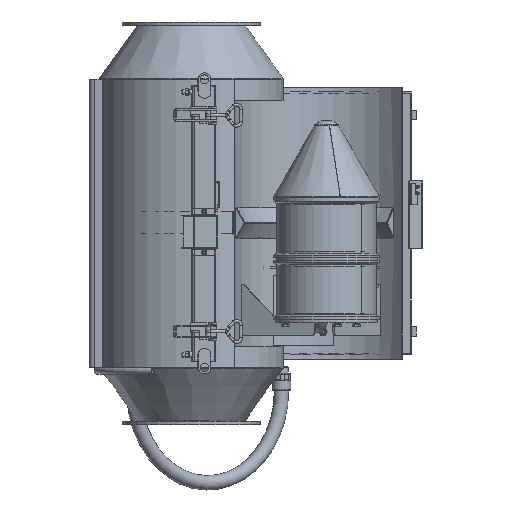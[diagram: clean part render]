
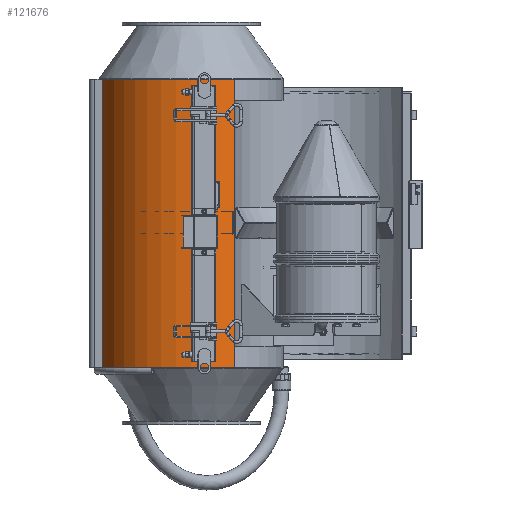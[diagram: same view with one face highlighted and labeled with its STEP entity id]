
A CAD part, left-side view. The second image highlights one B-rep face of the part: STEP entity #121676.
In plain terms, the highlighted cylindrical face has radius 217.5 mm (diameter 435 mm), a partial arc.
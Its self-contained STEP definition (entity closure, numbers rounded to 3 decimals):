
#14228=LINE($,#206663,#25255);
#14318=LINE($,#207015,#25345);
#14319=LINE($,#207017,#25346);
#14325=LINE($,#207034,#25352);
#14326=LINE($,#207036,#25353);
#14383=LINE($,#207177,#25410);
#14405=LINE($,#207240,#25432);
#14415=LINE($,#207273,#25442);
#14416=LINE($,#207274,#25443);
#14528=LINE($,#207696,#25555);
#25255=VECTOR($,#149235,680.);
#25345=VECTOR($,#149627,648.5);
#25346=VECTOR($,#149628,1.5);
#25352=VECTOR($,#149642,1.5);
#25353=VECTOR($,#149643,648.5);
#25410=VECTOR($,#149774,648.5);
#25432=VECTOR($,#149846,648.5);
#25442=VECTOR($,#149888,1.5);
#25443=VECTOR($,#149889,1.5);
#25555=VECTOR($,#150283,680.);
#32051=FACE_BOUND($,#44921,.T.);
#32052=FACE_BOUND($,#44922,.T.);
#37507=FACE_OUTER_BOUND($,#44920,.T.);
#44920=EDGE_LOOP($,(#103493,#103494,#103495,#103496));
#44921=EDGE_LOOP($,(#103497,#103498,#103499,#103500));
#44922=EDGE_LOOP($,(#103501,#103502,#103503,#103504));
#47272=CIRCLE($,#127608,217.5);
#47276=CIRCLE($,#127614,217.5);
#57552=VERTEX_POINT($,#206646);
#57553=VERTEX_POINT($,#206647);
#57559=VERTEX_POINT($,#206660);
#57560=VERTEX_POINT($,#206662);
#57670=VERTEX_POINT($,#207012);
#57671=VERTEX_POINT($,#207014);
#57672=VERTEX_POINT($,#207016);
#57678=VERTEX_POINT($,#207031);
#57679=VERTEX_POINT($,#207033);
#57680=VERTEX_POINT($,#207035);
#72872=EDGE_CURVE($,#57560,#57559,#14228,.T.);
#72876=EDGE_CURVE($,#57552,#57560,#47272,.T.);
#72886=EDGE_CURVE($,#57553,#57559,#47276,.T.);
#73040=EDGE_CURVE($,#57670,#57671,#14318,.T.);
#73041=EDGE_CURVE($,#57671,#57672,#14319,.T.);
#73049=EDGE_CURVE($,#57678,#57679,#14325,.T.);
#73050=EDGE_CURVE($,#57679,#57680,#14326,.T.);
#73126=EDGE_CURVE($,#57679,#57680,#14383,.T.);
#73159=EDGE_CURVE($,#57670,#57671,#14405,.T.);
#73175=EDGE_CURVE($,#57671,#57672,#14415,.T.);
#73176=EDGE_CURVE($,#57678,#57679,#14416,.T.);
#73362=EDGE_CURVE($,#57552,#57553,#14528,.T.);
#103493=ORIENTED_EDGE($,*,*,#73362,.F.);
#103494=ORIENTED_EDGE($,*,*,#72876,.T.);
#103495=ORIENTED_EDGE($,*,*,#72872,.T.);
#103496=ORIENTED_EDGE($,*,*,#72886,.F.);
#103497=ORIENTED_EDGE($,*,*,#73176,.T.);
#103498=ORIENTED_EDGE($,*,*,#73126,.T.);
#103499=ORIENTED_EDGE($,*,*,#73050,.F.);
#103500=ORIENTED_EDGE($,*,*,#73049,.F.);
#103501=ORIENTED_EDGE($,*,*,#73159,.T.);
#103502=ORIENTED_EDGE($,*,*,#73175,.T.);
#103503=ORIENTED_EDGE($,*,*,#73041,.F.);
#103504=ORIENTED_EDGE($,*,*,#73040,.F.);
#109600=CYLINDRICAL_SURFACE($,#127979,217.5);
#121676=ADVANCED_FACE($,(#37507,#32051,#32052),#109600,.T.);
#127608=AXIS2_PLACEMENT_3D($,#206669,#149242,#149243);
#127614=AXIS2_PLACEMENT_3D($,#206685,#149260,#149261);
#127979=AXIS2_PLACEMENT_3D($,#207695,#150281,#150282);
#149235=DIRECTION($,(0.,0.,1.));
#149242=DIRECTION('center_axis',(0.,0.,1.));
#149243=DIRECTION('ref_axis',(0.885,-0.465,0.));
#149260=DIRECTION('center_axis',(0.,0.,1.));
#149261=DIRECTION('ref_axis',(0.885,-0.465,0.));
#149627=DIRECTION($,(0.,0.,1.));
#149628=DIRECTION($,(0.,0.,1.));
#149642=DIRECTION($,(0.,0.,-1.));
#149643=DIRECTION($,(0.,0.,-1.));
#149774=DIRECTION($,(0.,0.,-1.));
#149846=DIRECTION($,(0.,0.,1.));
#149888=DIRECTION($,(0.,0.,1.));
#149889=DIRECTION($,(0.,0.,-1.));
#150281=DIRECTION('center_axis',(0.,0.,1.));
#150282=DIRECTION('ref_axis',(-0.885,-0.465,0.));
#150283=DIRECTION($,(0.,0.,1.));
#206646=CARTESIAN_POINT('',(-55.,210.431,0.));
#206647=CARTESIAN_POINT('',(-55.,210.431,680.));
#206660=CARTESIAN_POINT('',(-192.5,-101.242,680.));
#206662=CARTESIAN_POINT('',(-192.5,-101.242,0.));
#206663=CARTESIAN_POINT($,(-192.5,-101.242,0.));
#206669=CARTESIAN_POINT('Origin',(0.,0.,0.));
#206685=CARTESIAN_POINT('Origin',(0.,0.,680.));
#207012=CARTESIAN_POINT('',(-211.016,-52.713,15.));
#207014=CARTESIAN_POINT('',(-211.016,-52.713,663.5));
#207015=CARTESIAN_POINT($,(-211.016,-52.713,15.));
#207016=CARTESIAN_POINT('',(-211.016,-52.713,665.));
#207017=CARTESIAN_POINT($,(-211.016,-52.713,663.5));
#207031=CARTESIAN_POINT('',(-217.49,-2.125,665.));
#207033=CARTESIAN_POINT('',(-217.49,-2.125,663.5));
#207034=CARTESIAN_POINT($,(-217.49,-2.125,665.));
#207035=CARTESIAN_POINT('',(-217.49,-2.125,15.));
#207036=CARTESIAN_POINT($,(-217.49,-2.125,663.5));
#207177=CARTESIAN_POINT($,(-217.49,-2.125,663.5));
#207240=CARTESIAN_POINT($,(-211.016,-52.713,15.));
#207273=CARTESIAN_POINT($,(-211.016,-52.713,663.5));
#207274=CARTESIAN_POINT($,(-217.49,-2.125,665.));
#207695=CARTESIAN_POINT('Origin',(0.,0.,0.));
#207696=CARTESIAN_POINT($,(-55.,210.431,0.));
